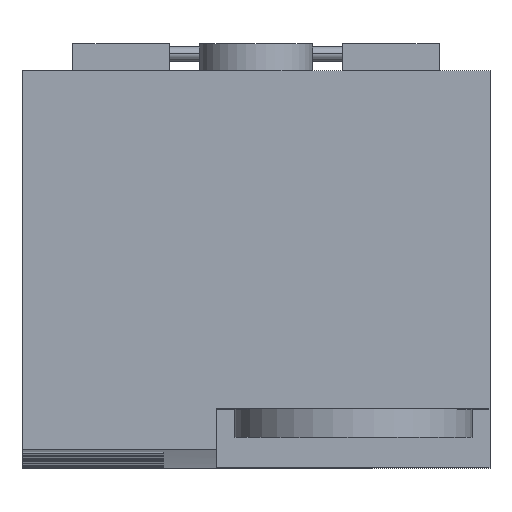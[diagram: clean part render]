
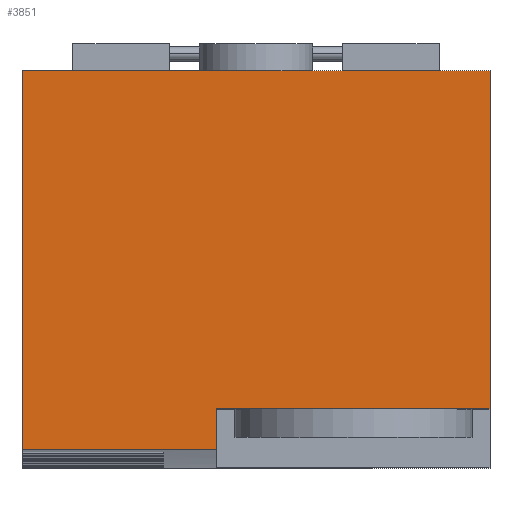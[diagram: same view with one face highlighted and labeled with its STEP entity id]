
A CAD part, top view. The second image highlights one B-rep face of the part: STEP entity #3851.
In plain terms, the highlighted planar face has unit normal (0, 0, 1).
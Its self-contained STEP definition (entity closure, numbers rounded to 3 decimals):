
#2086=CARTESIAN_POINT('POINT150',(-3.556,-21.958,
   64.5));
#2087=VERTEX_POINT('VERTEX150',#2086);
#2088=CARTESIAN_POINT('POINT151',(-3.556,-18.27,64.5));
#2089=VERTEX_POINT('VERTEX151',#2088);
#2090=CARTESIAN_POINT('POS212',(-3.556,-6.269,64.5));
#2091=DIRECTION('DIR305',(0.,1.,0.));
#2092=VECTOR('VEC119',#2091,25.4);
#2093=LINE('STRAIGHT119',#2090,#2092);
#2094=EDGE_CURVE('EDGE187',#2087,#2089,#2093,.T.);
#2122=CARTESIAN_POINT('POINT152',(21.,-18.27,64.5));
#2123=VERTEX_POINT('VERTEX152',#2122);
#2124=CARTESIAN_POINT('POS216',(16.342,-18.27,64.5));
#2125=DIRECTION('DIR311',(1.,0.,0.));
#2126=VECTOR('VEC121',#2125,25.4);
#2127=LINE('STRAIGHT121',#2124,#2126);
#2128=EDGE_CURVE('EDGE190',#2089,#2123,#2127,.T.);
#3238=CARTESIAN_POINT('POINT208',(-21.,-21.958,
   64.5));
#3239=VERTEX_POINT('VERTEX208',#3238);
#3240=CARTESIAN_POINT('POS357',(21.,-21.958,
   64.5));
#3241=DIRECTION('DIR495',(-1.,0.,0.));
#3242=VECTOR('VEC219',#3241,1.);
#3243=LINE('STRAIGHT219',#3240,#3242);
#3244=EDGE_CURVE('EDGE289',#2087,#3239,#3243,.T.);
#3801=CARTESIAN_POINT('POINT242',(21.,12.083,64.5));
#3802=VERTEX_POINT('VERTEX242',#3801);
#3809=CARTESIAN_POINT('POS408',(21.,12.083,64.5));
#3810=DIRECTION('DIR561',(0.,-1.,0.));
#3811=VECTOR('VEC255',#3810,1.);
#3812=LINE('STRAIGHT255',#3809,#3811);
#3813=EDGE_CURVE('EDGE349',#3802,#2123,#3812,.T.);
#3826=ORIENTED_EDGE('COEDGE607',*,*,#2128,.T.);
#3827=ORIENTED_EDGE('COEDGE608',*,*,#3813,.F.);
#3828=CARTESIAN_POINT('POINT243',(-21.,12.083,64.5));
#3829=VERTEX_POINT('VERTEX243',#3828);
#3830=CARTESIAN_POINT('POS410',(21.,12.083,64.5));
#3831=DIRECTION('DIR564',(-1.,0.,0.));
#3832=VECTOR('VEC256',#3831,1.);
#3833=LINE('STRAIGHT256',#3830,#3832);
#3834=EDGE_CURVE('EDGE350',#3802,#3829,#3833,.T.);
#3835=ORIENTED_EDGE('COEDGE609',*,*,#3834,.T.);
#3836=CARTESIAN_POINT('POS411',(-21.,12.083,64.5));
#3837=DIRECTION('DIR565',(0.,-1.,0.));
#3838=VECTOR('VEC257',#3837,1.);
#3839=LINE('STRAIGHT257',#3836,#3838);
#3840=EDGE_CURVE('EDGE351',#3829,#3239,#3839,.T.);
#3841=ORIENTED_EDGE('COEDGE610',*,*,#3840,.T.);
#3842=ORIENTED_EDGE('COEDGE611',*,*,#3244,.F.);
#3843=ORIENTED_EDGE('COEDGE612',*,*,#2094,.T.);
#3844=EDGE_LOOP('NONE',(#3826,#3827,#3835,#3841,#3842,#3843));
#3845=FACE_BOUND('LOOP1',#3844,.T.);
#3846=CARTESIAN_POINT('POS412',(21.,12.083,64.5));
#3847=DIRECTION('DIR566',(0.,0.,1.));
#3848=DIRECTION('DIR567',(1.,0.,0.));
#3849=AXIS2_PLACEMENT_3D('AXIS155',#3846,#3847,#3848);
#3850=PLANE('PLANE101',#3849);
#3851=ADVANCED_FACE('FACE124',(#3845),#3850,.T.);
